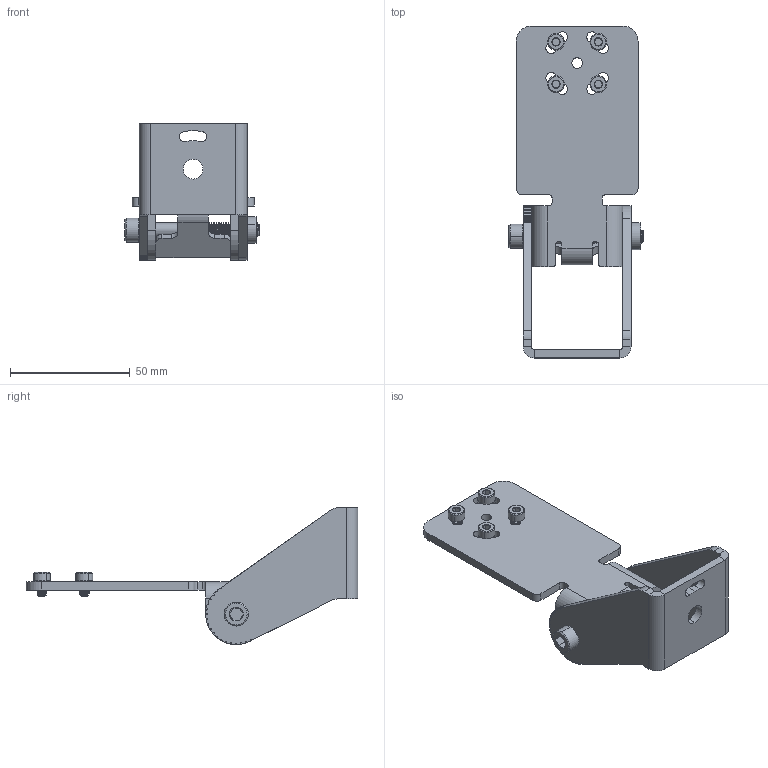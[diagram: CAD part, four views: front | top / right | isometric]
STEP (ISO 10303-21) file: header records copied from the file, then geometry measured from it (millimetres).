
FILE_DESCRIPTION (( 'STEP AP203' ), '1' );
FILE_NAME ('PTU-MM.STEP', '2022-04-05T19:23:58', ( '' ), ( '' ), 'SwSTEP 2.0', 'SolidWorks 2021', '' );
FILE_SCHEMA (( 'CONFIG_CONTROL_DESIGN' ));
Length unit declared in the file: inch
Products named in the file (7): 200300_BOM; PTU-MM; 200301; 91292A144_91292A144; SP-M6-1; 91292A107_91292A107; 201133
Assembly tree (9 placements, depth 3):
  PTU-MM
    200300_BOM
      200301
      SP-M6-1
    201133
    91292A144_91292A144
    91292A107_91292A107  x4
Bounding box: 56 x 138.51 x 57.15 mm (x, y, z)
Volume: 40030 mm3; surface area: 28809.9 mm2
Topology: 8 solids, 8 shells, 688 faces, 1825 edges, 1172 vertices
Faces by surface type: cylinder 396, plane 205, cone 76, bspline 11
Entity records: 21569 total; most frequent: CARTESIAN_POINT 8244, ORIENTED_EDGE 2708, DIRECTION 2627, EDGE_CURVE 1354, AXIS2_PLACEMENT_3D 958, VERTEX_POINT 875, LINE 711, VECTOR 711
